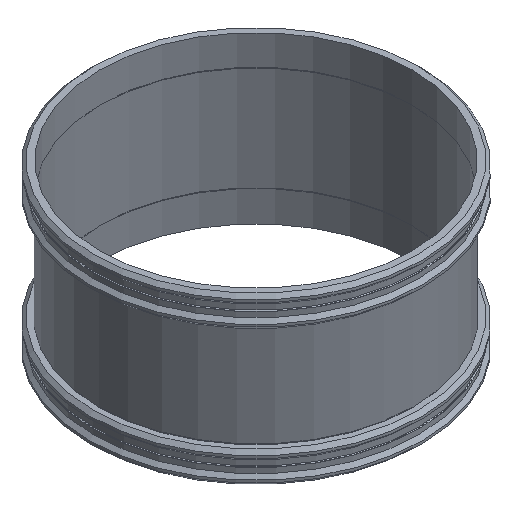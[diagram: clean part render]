
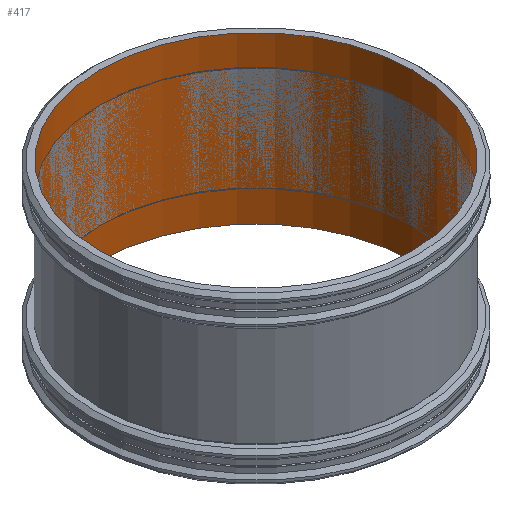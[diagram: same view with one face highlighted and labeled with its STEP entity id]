
A CAD part, isometric view. The second image highlights one B-rep face of the part: STEP entity #417.
In plain terms, the highlighted cylindrical face has radius 150 mm (diameter 300 mm), a full revolution.
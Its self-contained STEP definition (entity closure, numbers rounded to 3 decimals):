
#26=CYLINDRICAL_SURFACE('',#488,150.);
#51=LINE('',#745,#76);
#76=VECTOR('',#625,150.);
#122=FACE_OUTER_BOUND('',#155,.T.);
#155=EDGE_LOOP('',(#371,#372,#373,#374));
#163=CIRCLE('',#439,150.);
#187=CIRCLE('',#487,150.);
#193=VERTEX_POINT('',#648);
#217=VERTEX_POINT('',#742);
#223=EDGE_CURVE('',#193,#193,#163,.T.);
#269=EDGE_CURVE('',#217,#217,#187,.T.);
#270=EDGE_CURVE('',#217,#193,#51,.T.);
#371=ORIENTED_EDGE('',*,*,#269,.T.);
#372=ORIENTED_EDGE('',*,*,#270,.T.);
#373=ORIENTED_EDGE('',*,*,#223,.F.);
#374=ORIENTED_EDGE('',*,*,#270,.F.);
#417=ADVANCED_FACE('',(#122),#26,.F.);
#439=AXIS2_PLACEMENT_3D('',#649,#503,#504);
#487=AXIS2_PLACEMENT_3D('',#743,#621,#622);
#488=AXIS2_PLACEMENT_3D('',#744,#623,#624);
#503=DIRECTION('center_axis',(0.,0.,-1.));
#504=DIRECTION('ref_axis',(1.,0.,0.));
#621=DIRECTION('center_axis',(0.,0.,-1.));
#622=DIRECTION('ref_axis',(1.,0.,0.));
#623=DIRECTION('center_axis',(0.,0.,-1.));
#624=DIRECTION('ref_axis',(0.,1.,0.));
#625=DIRECTION('',(0.,0.,1.));
#648=CARTESIAN_POINT('',(0.,-150.,129.4));
#649=CARTESIAN_POINT('Origin',(0.,0.,129.4));
#742=CARTESIAN_POINT('',(0.,-150.,-29.4));
#743=CARTESIAN_POINT('Origin',(0.,0.,-29.4));
#744=CARTESIAN_POINT('Origin',(0.,0.,50.));
#745=CARTESIAN_POINT('',(0.,-150.,50.));
